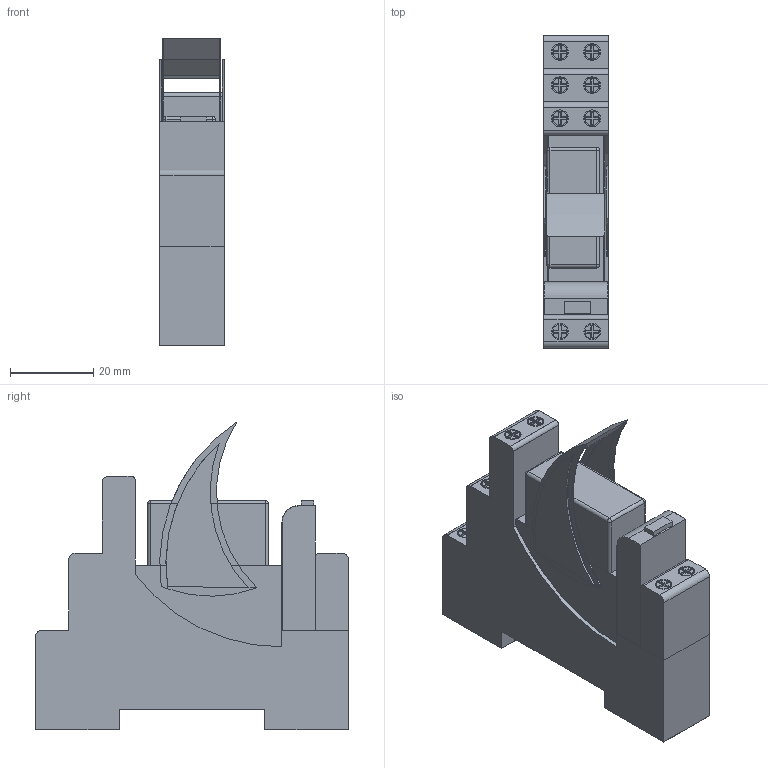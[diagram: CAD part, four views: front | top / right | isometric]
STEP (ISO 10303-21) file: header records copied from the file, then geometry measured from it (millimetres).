
FILE_DESCRIPTION((''),'2;1');
FILE_NAME('PI84_GZT80.stp','2015-07-14T15:36:06',('CAD Station'),(''),'Autodesk Inventor 2013','Autodesk Inventor 2013','');
FILE_SCHEMA(('CONFIG_CONTROL_DESIGN'));
Length unit declared in the file: millimetre
Products named in the file (6): PI84_GZM80; GZM80; RM84; Other_thingy; FIN; GZT80
Assembly tree (5 placements, depth 2):
  PI84_GZM80
    GZM80
    RM84
    Other_thingy
    FIN
    GZT80
Bounding box: 15.56 x 75.3 x 74.07 mm (x, y, z)
Surface area: 27481.8 mm2
Topology: 7 solids, 7 shells, 685 faces, 1592 edges, 992 vertices
Faces by surface type: plane 600, cylinder 79, sphere 4, torus 2
Full cylindrical faces by diameter (mm): 3.5 x16, 4 x20
Entity records: 19084 total; most frequent: CARTESIAN_POINT 3242, DIRECTION 3114, ORIENTED_EDGE 3108, EDGE_CURVE 1554, VECTOR 1390, LINE 1390, VERTEX_POINT 988, AXIS2_PLACEMENT_3D 862
